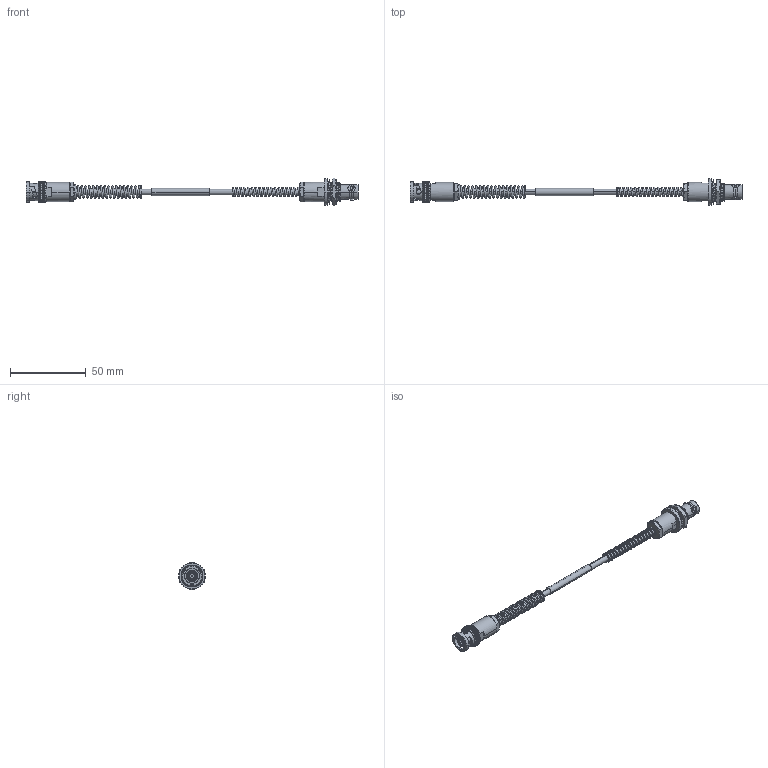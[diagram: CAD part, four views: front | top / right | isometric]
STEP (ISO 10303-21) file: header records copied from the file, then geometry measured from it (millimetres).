
FILE_DESCRIPTION (( 'STEP AP214' ), '1' );
FILE_NAME ('FM3MSA00478_3D.step', '2023-08-28T16:52:37', ( '' ), ( '' ), 'SwSTEP 2.0', 'SolidWorks 2022', '' );
FILE_SCHEMA (( 'AUTOMOTIVE_DESIGN' ));
Length unit declared in the file: inch
Products named in the file (19): 10-06579-XXX; 10-06579-XXX-MA1; Copy of 10-06033-XXX-MA5^FMCN10-06033-231; 1AW01-003_.182 ID x 1.5" long; Copy of 10-06033-XXX-MA1^FMCN10-06033-231; Copy of 10-06033-XXX-MA3^FMCN10-06033-231; Copy of 10-06033-XXX-MA8^FMCN10-06033-231; Copy of 10-06033-XXX-MA6^FMCN10-06033-231; 30-02003_2_7"; 10-06579-XXX-MA5; Copy of 10-06033-XXX-MA7^FMCN10-06033-231; 10-06579-XXX-MA6; Copy of 10-06033-XXX-MA4^FMCN10-06033-231; 10-06579-XXX-MA4; 10-06579-XXX-MA3; 10-06579-XXX-MA7; FM3MSA00478_3D; Copy of 10-06033-XXX-MA2(S)^FMCN10-06033-231; FMCN10-06033-231
Assembly tree (18 placements, depth 3):
  FM3MSA00478_3D
    30-02003_2_7"
    1AW01-003_.182 ID x 1.5" long
    FMCN10-06033-231
      Copy of 10-06033-XXX-MA1^FMCN10-06033-231
      Copy of 10-06033-XXX-MA2(S)^FMCN10-06033-231
      Copy of 10-06033-XXX-MA3^FMCN10-06033-231
      Copy of 10-06033-XXX-MA4^FMCN10-06033-231
      Copy of 10-06033-XXX-MA5^FMCN10-06033-231
      Copy of 10-06033-XXX-MA6^FMCN10-06033-231
      Copy of 10-06033-XXX-MA7^FMCN10-06033-231
      Copy of 10-06033-XXX-MA8^FMCN10-06033-231
    10-06579-XXX
      10-06579-XXX-MA1
      10-06579-XXX-MA5
      10-06579-XXX-MA7
      10-06579-XXX-MA3
      10-06579-XXX-MA4
      10-06579-XXX-MA6
Bounding box: 219.37 x 17.5 x 18.48 mm (x, y, z)
Volume: 9221.3 mm3; surface area: 15035.3 mm2
Topology: 17 solids, 17 shells, 1136 faces, 3083 edges, 2008 vertices
Faces by surface type: cylinder 546, plane 210, torus 208, cone 113, bspline 59
Entity records: 68525 total; most frequent: CARTESIAN_POINT 38981, ORIENTED_EDGE 6158, DIRECTION 5784, EDGE_CURVE 3079, AXIS2_PLACEMENT_3D 2429, VERTEX_POINT 2008, CIRCLE 1329, EDGE_LOOP 1205
